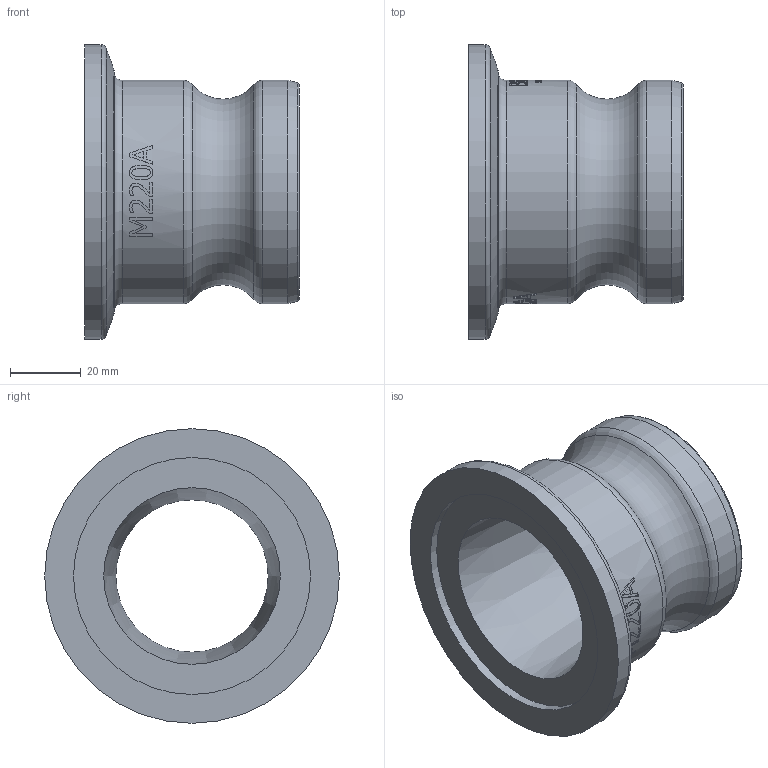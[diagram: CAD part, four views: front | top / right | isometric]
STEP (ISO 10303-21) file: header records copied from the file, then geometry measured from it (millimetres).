
FILE_DESCRIPTION((''),'2;1');
FILE_NAME('M220A.stp','2013-04-09T09:23:31',('mclevenger'),(''),'Autodesk Inventor 2013','Autodesk Inventor 2013','');
FILE_SCHEMA(('AUTOMOTIVE_DESIGN { 1 0 10303 214 1 1 1 1 }'));
Length unit declared in the file: inch
Products named in the file (1): M220A
Bounding box: 60.45 x 83.06 x 83.06 mm (x, y, z)
Volume: 90281.1 mm3; surface area: 27908.7 mm2
Topology: 1 solids, 1 shells, 306 faces, 817 edges, 541 vertices
Faces by surface type: plane 163, bspline 99, cylinder 34, torus 7, cone 3
Full cylindrical faces by diameter (mm): 42.926 x1, 63.043 x2, 66.802 x1, 83.058 x1
Entity records: 11181 total; most frequent: CARTESIAN_POINT 4080, ORIENTED_EDGE 1586, DIRECTION 1246, EDGE_CURVE 793, VERTEX_POINT 535, AXIS2_PLACEMENT_3D 444, VECTOR 358, LINE 358
